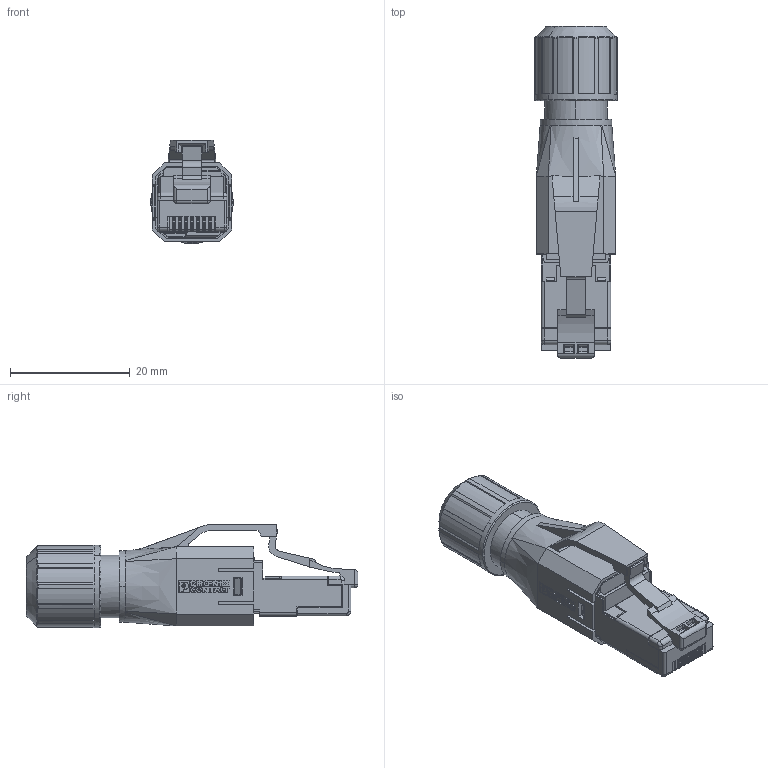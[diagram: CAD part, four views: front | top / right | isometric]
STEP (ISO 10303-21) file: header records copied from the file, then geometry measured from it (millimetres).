
FILE_DESCRIPTION(('Creo Elements/Direct Modeling STEP Export'),'2;1');
FILE_NAME('model.stp','2019-12-11T 6:43:22',(''),(''),'Creo Elements/Direct Modeling STEP processor for AP214 (Solid Model)','Creo Elements/Direct Modeling 20.1A 29-Sep-2018 (C) Parametric Technology GmbH','');
FILE_SCHEMA(('AUTOMOTIVE_DESIGN { 1 0 10303 214 1 1 1 1 }'));
Length unit declared in the file: millimetre
Products named in the file (2): VS-08-RJ45-10G_Q; VS-08-RJ45-10G_Q.1
Assembly tree (1 placements, depth 2):
  VS-08-RJ45-10G_Q.1
    VS-08-RJ45-10G_Q
Bounding box: 13.8 x 55.55 x 17.27 mm (x, y, z)
Volume: 6728.3 mm3; surface area: 3712.5 mm2
Topology: 1 solids, 1 shells, 1024 faces, 2802 edges, 1815 vertices
Faces by surface type: plane 645, cylinder 199, extrusion 68, torus 55, bspline 45, sphere 8, cone 4
Entity records: 45437 total; most frequent: CARTESIAN_POINT 13054, ORIENTED_EDGE 5588, DIRECTION 4538, EDGE_CURVE 2794, VECTOR 1996, LINE 1928, VERTEX_POINT 1815, AXIS2_PLACEMENT_3D 1271
